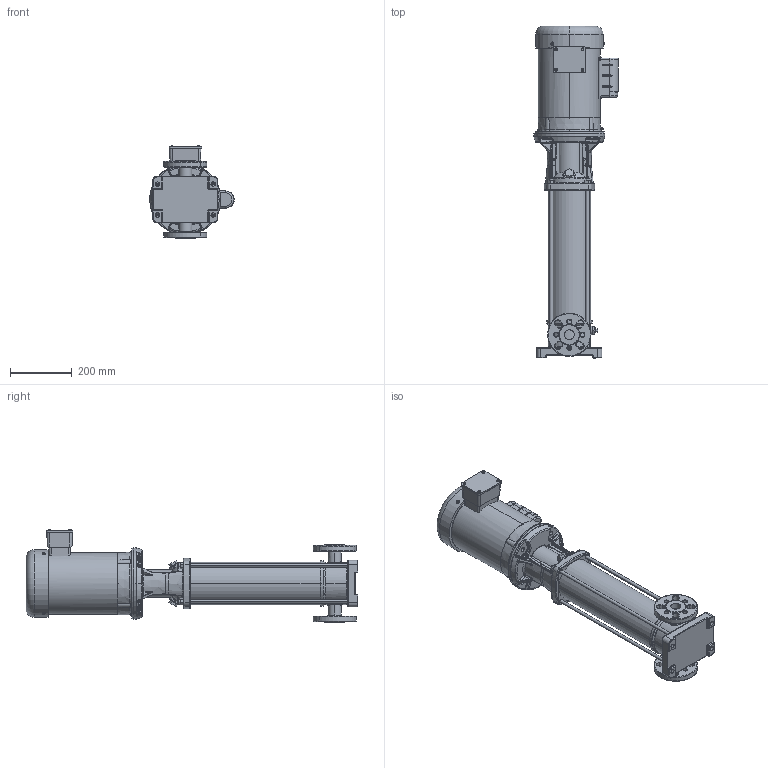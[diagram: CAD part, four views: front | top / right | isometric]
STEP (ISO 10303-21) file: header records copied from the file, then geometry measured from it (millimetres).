
FILE_DESCRIPTION (( 'STEP AP203' ), '1' );
FILE_NAME ('3303721 - MVI-5-25-3 HP-182TC-304-E-115_230V~1.step', '2022-03-30T13:57:53', ( '' ), ( '' ), 'SwSTEP 2.0', 'SolidWorks 2021', '' );
FILE_SCHEMA (( 'CONFIG_CONTROL_DESIGN' ));
Length unit declared in the file: inch
Products named in the file (5): 3303721 - MVI-5-25-3 HP-182TC-304-E-115_230V~1; ~1 MOTOR_3310885 - NEMA V2 3HP 182TC 115_230V~1 TEFC; MVI PEO - [304-EPDM]_3304017 - MVI-5-25-3 HP-182TC-304-E-S; 3310885 - NEMA V2 3HP 182TC 115_230V~1 TEFC; sbi_n_1-25_flange(NEMA)
Assembly tree (4 placements, depth 3):
  3303721 - MVI-5-25-3 HP-182TC-304-E-115_230V~1
    MVI PEO - [304-EPDM]_3304017 - MVI-5-25-3 HP-182TC-304-E-S
      sbi_n_1-25_flange(NEMA)
    ~1 MOTOR_3310885 - NEMA V2 3HP 182TC 115_230V~1 TEFC
      3310885 - NEMA V2 3HP 182TC 115_230V~1 TEFC
Bounding box: 273.28 x 1072.09 x 298.71 mm (x, y, z)
Volume: 24745772.2 mm3; surface area: 1200427.8 mm2
Topology: 6 solids, 6 shells, 2971 faces, 7700 edges, 4897 vertices
Faces by surface type: cylinder 1110, plane 1084, bspline 545, cone 119, sphere 91, torus 22
Entity records: 139485 total; most frequent: CARTESIAN_POINT 70856, ORIENTED_EDGE 15316, DIRECTION 12732, EDGE_CURVE 7658, VERTEX_POINT 4892, AXIS2_PLACEMENT_3D 4774, EDGE_LOOP 3244, VECTOR 3184
